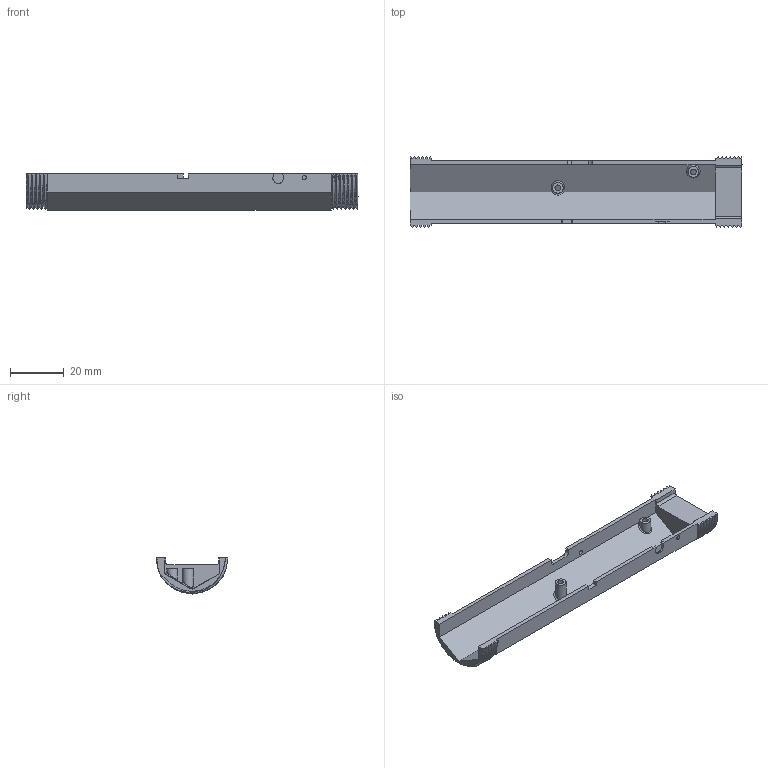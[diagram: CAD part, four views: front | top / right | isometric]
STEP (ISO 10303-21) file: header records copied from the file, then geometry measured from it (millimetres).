
FILE_DESCRIPTION(/* description */ (''),/* implementation_level */ '2;1');
FILE_NAME(/* name */ 'shell2.step',/* time_stamp */ '2024-08-14T19:39:14+08:00',/* author */ (''),/* organization */ (''),/* preprocessor_version */ 'ST-DEVELOPER v20',/* originating_system */ 'Autodesk Translation Framework v13.14.0.145',/* authorisation */ '');
FILE_SCHEMA (('AUTOMOTIVE_DESIGN { 1 0 10303 214 3 1 1 }'));
Length unit declared in the file: millimetre
Products named in the file (1): Wand
Bounding box: 123.9 x 26.55 x 13.51 mm (x, y, z)
Volume: 8688.9 mm3; surface area: 10768.3 mm2
Topology: 2 solids, 2 shells, 129 faces, 357 edges, 234 vertices
Faces by surface type: plane 52, cylinder 42, bspline 35
Full cylindrical faces by diameter (mm): 1.5 x2, 2.2 x2, 4 x2
Entity records: 6774 total; most frequent: CARTESIAN_POINT 3752, ORIENTED_EDGE 714, DIRECTION 478, EDGE_CURVE 357, VERTEX_POINT 234, LINE 176, VECTOR 176, AXIS2_PLACEMENT_3D 151
